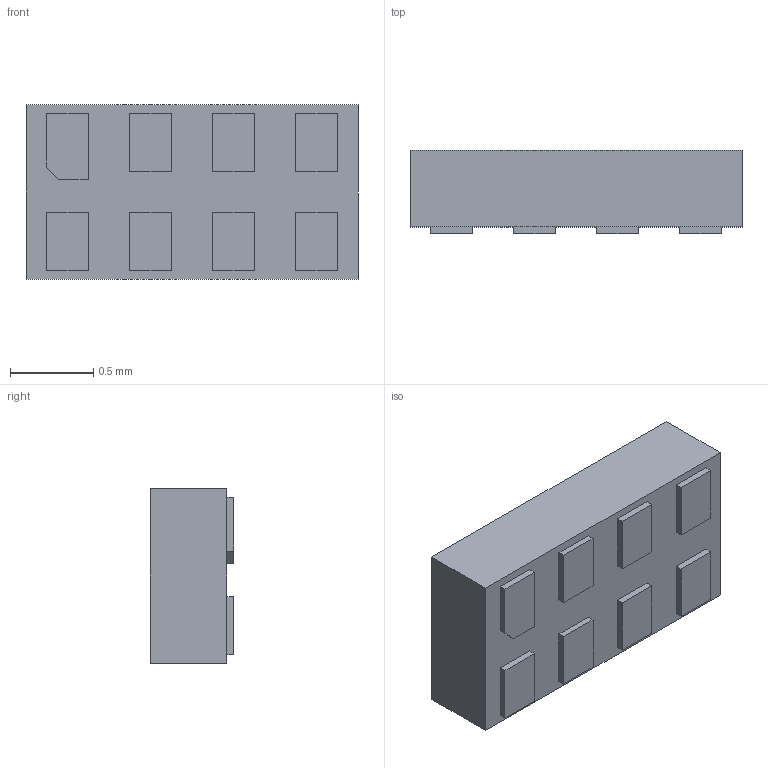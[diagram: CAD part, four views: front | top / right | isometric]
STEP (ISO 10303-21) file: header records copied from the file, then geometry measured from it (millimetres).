
FILE_DESCRIPTION (( 'STEP AP214' ), '1' );
FILE_NAME ('User Library-SOT833-1 (XSON8).STEP', '2015-12-02T04:14:56', ( 'Windows User' ), ( '' ), 'SwSTEP 2.0', 'SolidWorks 2016', '' );
FILE_SCHEMA (( 'AUTOMOTIVE_DESIGN' ));
Length unit declared in the file: millimetre
Products named in the file (1): User Library-SOT833-1 (XSON8)
Bounding box: 2 x 0.5 x 1.05 mm (x, y, z)
Volume: 1 mm3; surface area: 7.4 mm2
Topology: 1 solids, 1 shells, 47 faces, 111 edges, 74 vertices
Faces by surface type: plane 47
Entity records: 1876 total; most frequent: CARTESIAN_POINT 233, ORIENTED_EDGE 222, DIRECTION 207, LINE 111, EDGE_CURVE 111, VECTOR 111, VERTEX_POINT 74, EDGE_LOOP 55
